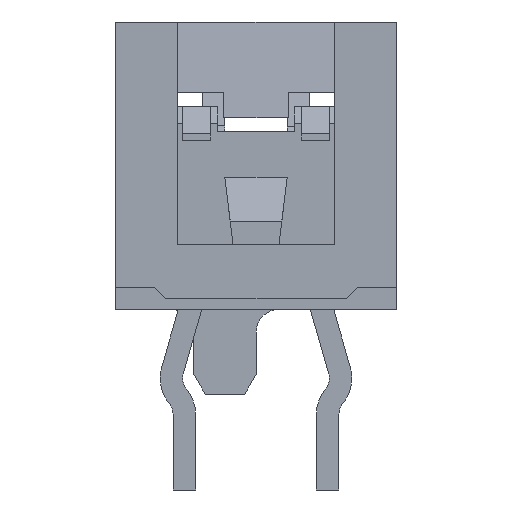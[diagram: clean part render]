
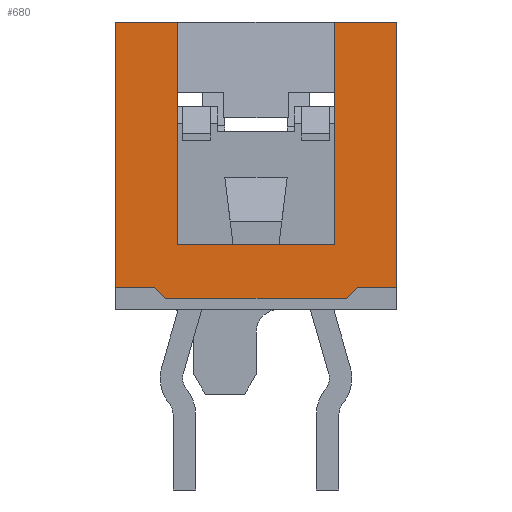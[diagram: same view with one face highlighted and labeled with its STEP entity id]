
A CAD part, left-side view. The second image highlights one B-rep face of the part: STEP entity #680.
In plain terms, the highlighted planar face has unit normal (-1, 0, 0).
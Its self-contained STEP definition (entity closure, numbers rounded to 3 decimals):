
#680=ADVANCED_FACE('',(#2027),#2028,.T.);
#2027=FACE_OUTER_BOUND('',#3379,.T.);
#2028=PLANE('',#3380);
#3379=EDGE_LOOP('',(#9013,#9014,#9015,#9016,#9017,#9018,#9019,#9020,#9021,#9022,#9023,#9024));
#3380=AXIS2_PLACEMENT_3D('',#9025,#9026,#9027);
#9013=ORIENTED_EDGE('',*,*,#9195,.T.);
#9014=ORIENTED_EDGE('',*,*,#9188,.T.);
#9015=ORIENTED_EDGE('',*,*,#9215,.T.);
#9016=ORIENTED_EDGE('',*,*,#9581,.T.);
#9017=ORIENTED_EDGE('',*,*,#10930,.T.);
#9018=ORIENTED_EDGE('',*,*,#10931,.T.);
#9019=ORIENTED_EDGE('',*,*,#10932,.T.);
#9020=ORIENTED_EDGE('',*,*,#10933,.T.);
#9021=ORIENTED_EDGE('',*,*,#10934,.T.);
#9022=ORIENTED_EDGE('',*,*,#9344,.T.);
#9023=ORIENTED_EDGE('',*,*,#9219,.T.);
#9024=ORIENTED_EDGE('',*,*,#9207,.T.);
#9025=CARTESIAN_POINT('',(-8.04,-2.5,0.7));
#9026=DIRECTION('',(-1.0,0.0,0.0));
#9027=DIRECTION('',(0.0,0.0,1.0));
#9188=EDGE_CURVE('',#11187,#11185,#11188,.T.);
#9195=EDGE_CURVE('',#11200,#11187,#11201,.T.);
#9207=EDGE_CURVE('',#11218,#11200,#11219,.T.);
#9215=EDGE_CURVE('',#11185,#11231,#11233,.T.);
#9219=EDGE_CURVE('',#11239,#11218,#11240,.T.);
#9344=EDGE_CURVE('',#11481,#11239,#11482,.T.);
#9581=EDGE_CURVE('',#11231,#11896,#11898,.T.);
#10930=EDGE_CURVE('',#11896,#14046,#14047,.T.);
#10931=EDGE_CURVE('',#14046,#14048,#14049,.T.);
#10932=EDGE_CURVE('',#14048,#14050,#14051,.T.);
#10933=EDGE_CURVE('',#14050,#14052,#14053,.T.);
#10934=EDGE_CURVE('',#14052,#11481,#14054,.T.);
#11185=VERTEX_POINT('',#14389);
#11187=VERTEX_POINT('',#14392);
#11188=LINE('',#14393,#14394);
#11200=VERTEX_POINT('',#14412);
#11201=LINE('',#14413,#14414);
#11218=VERTEX_POINT('',#14442);
#11219=LINE('',#14443,#14444);
#11231=VERTEX_POINT('',#14462);
#11233=LINE('',#14465,#14466);
#11239=VERTEX_POINT('',#14475);
#11240=LINE('',#14476,#14477);
#11481=VERTEX_POINT('',#14840);
#11482=LINE('',#14841,#14842);
#11896=VERTEX_POINT('',#16098);
#11898=LINE('',#16101,#16102);
#14046=VERTEX_POINT('',#19545);
#14047=LINE('',#19546,#19547);
#14048=VERTEX_POINT('',#19548);
#14049=LINE('',#19549,#19550);
#14050=VERTEX_POINT('',#19551);
#14051=LINE('',#19552,#19553);
#14052=VERTEX_POINT('',#19554);
#14053=LINE('',#19555,#19556);
#14054=LINE('',#19557,#19558);
#14389=CARTESIAN_POINT('',(-8.04,1.4,1.95));
#14392=CARTESIAN_POINT('',(-8.04,1.4,-2.0));
#14393=CARTESIAN_POINT('',(-8.04,1.4,-2.0));
#14394=VECTOR('',#19772,3.95);
#14412=CARTESIAN_POINT('',(-8.04,-1.4,-2.0));
#14413=CARTESIAN_POINT('',(-8.04,-1.4,-2.0));
#14414=VECTOR('',#19779,2.8);
#14442=CARTESIAN_POINT('',(-8.04,-1.4,1.95));
#14443=CARTESIAN_POINT('',(-8.04,-1.4,1.95));
#14444=VECTOR('',#19791,3.95);
#14462=CARTESIAN_POINT('',(-8.04,2.5,1.95));
#14465=CARTESIAN_POINT('',(-8.04,1.4,1.95));
#14466=VECTOR('',#19799,1.1);
#14475=CARTESIAN_POINT('',(-8.04,-2.5,1.95));
#14476=CARTESIAN_POINT('',(-8.04,-2.5,1.95));
#14477=VECTOR('',#19803,1.1);
#14840=CARTESIAN_POINT('',(-8.04,-2.5,-2.75));
#14841=CARTESIAN_POINT('',(-8.04,-2.5,-2.75));
#14842=VECTOR('',#19932,4.7);
#16098=CARTESIAN_POINT('',(-8.04,2.5,-2.75));
#16101=CARTESIAN_POINT('',(-8.04,2.5,1.95));
#16102=VECTOR('',#20058,4.7);
#19545=CARTESIAN_POINT('',(-8.04,1.8,-2.75));
#19546=CARTESIAN_POINT('',(-8.04,2.5,-2.75));
#19547=VECTOR('',#21910,0.7);
#19548=CARTESIAN_POINT('',(-8.04,1.6,-2.95));
#19549=CARTESIAN_POINT('',(-8.04,1.8,-2.75));
#19550=VECTOR('',#21911,0.283);
#19551=CARTESIAN_POINT('',(-8.04,-1.6,-2.95));
#19552=CARTESIAN_POINT('',(-8.04,1.6,-2.95));
#19553=VECTOR('',#21912,3.2);
#19554=CARTESIAN_POINT('',(-8.04,-1.8,-2.75));
#19555=CARTESIAN_POINT('',(-8.04,-1.6,-2.95));
#19556=VECTOR('',#21913,0.283);
#19557=CARTESIAN_POINT('',(-8.04,-1.8,-2.75));
#19558=VECTOR('',#21914,0.7);
#19772=DIRECTION('',(0.0,0.0,1.0));
#19779=DIRECTION('',(0.0,1.0,0.0));
#19791=DIRECTION('',(0.0,0.0,-1.0));
#19799=DIRECTION('',(0.0,1.0,0.0));
#19803=DIRECTION('',(0.0,1.0,0.0));
#19932=DIRECTION('',(0.0,0.0,1.0));
#20058=DIRECTION('',(0.0,0.0,-1.0));
#21910=DIRECTION('',(0.0,-1.0,0.0));
#21911=DIRECTION('',(0.0,-0.707,-0.707));
#21912=DIRECTION('',(0.0,-1.0,0.0));
#21913=DIRECTION('',(0.0,-0.707,0.707));
#21914=DIRECTION('',(0.0,-1.0,0.0));
